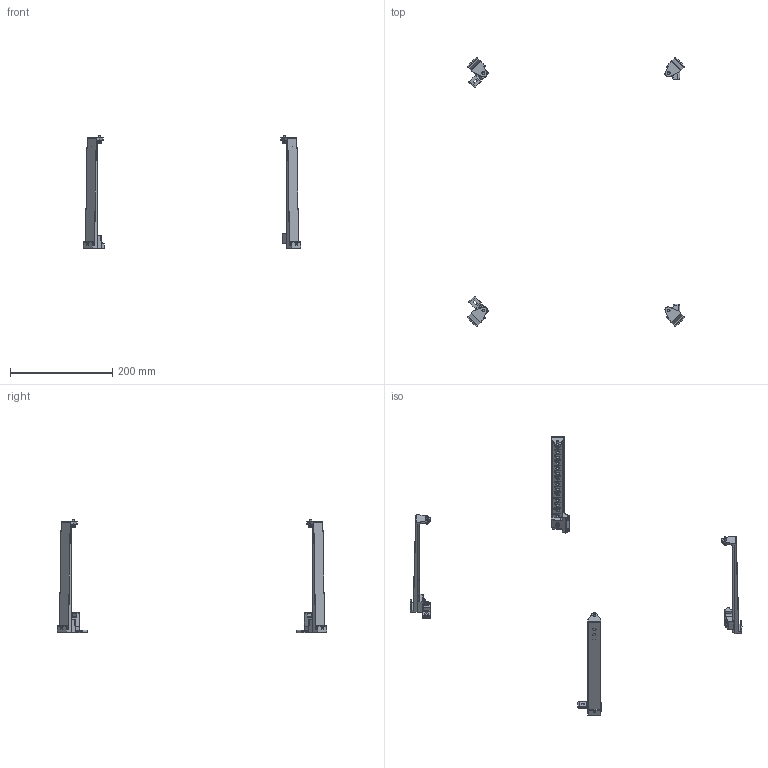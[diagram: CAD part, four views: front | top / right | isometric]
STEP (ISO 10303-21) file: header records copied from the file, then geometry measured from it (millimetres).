
FILE_DESCRIPTION (( 'STEP AP214' ), '1' );
FILE_NAME ('FR10SPKA.STEP', '2020-10-05T16:39:03', ( '' ), ( '' ), 'SwSTEP 2.0', 'SolidWorks 2019', '' );
FILE_SCHEMA (( 'AUTOMOTIVE_DESIGN' ));
Length unit declared in the file: inch
Products named in the file (1): FR10SPKA
Bounding box: 425.51 x 527.13 x 221.68 mm (x, y, z)
Volume: 235395.3 mm3; surface area: 112628.2 mm2
Topology: 32 solids, 32 shells, 2500 faces, 6228 edges, 3930 vertices
Faces by surface type: plane 1328, bspline 724, cylinder 434, cone 14
Full cylindrical faces by diameter (mm): 3.962 x6, 4.826 x10, 5.5 x4, 5.588 x4, 6.248 x6, 6.35 x66, 6.426 x6, 7.925 x4, 8 x4, 8.89 x2, 9.474 x6, 11 x4
Entity records: 118775 total; most frequent: CARTESIAN_POINT 32323, ORIENTED_EDGE 11960, DIRECTION 8760, EDGE_CURVE 5980, VERTEX_POINT 3892, LINE 3834, VECTOR 3834, EDGE_LOOP 2908
